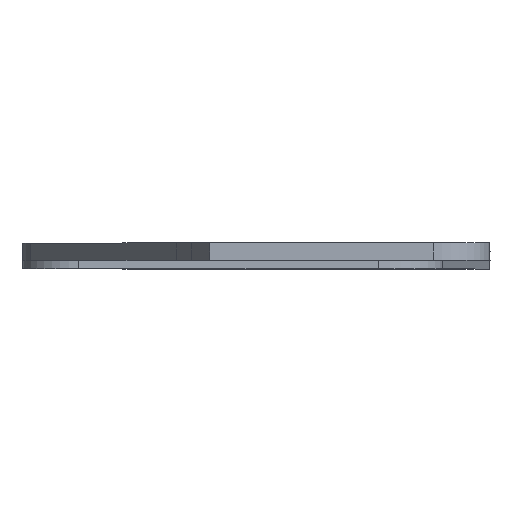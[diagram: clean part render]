
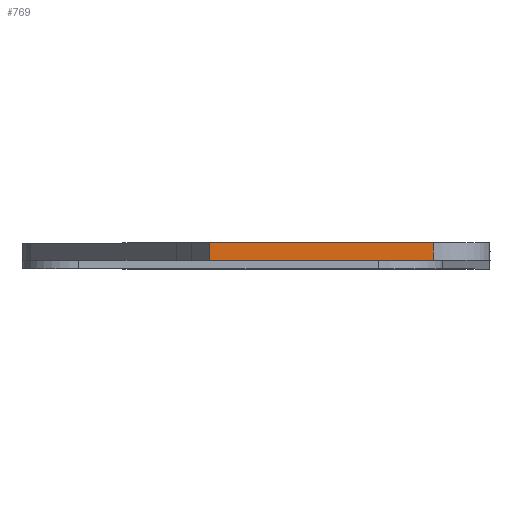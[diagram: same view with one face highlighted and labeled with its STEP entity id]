
A CAD part, top view. The second image highlights one B-rep face of the part: STEP entity #769.
In plain terms, the highlighted planar face has unit normal (0, 0, 1).
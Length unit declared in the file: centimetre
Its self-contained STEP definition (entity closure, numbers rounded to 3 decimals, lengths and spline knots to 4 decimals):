
#113=FACE_OUTER_BOUND('',#156,.T.);
#156=EDGE_LOOP('',(#554,#555,#556,#557));
#212=LINE('',#1157,#278);
#221=LINE('',#1194,#287);
#222=LINE('',#1197,#288);
#223=LINE('',#1198,#289);
#278=VECTOR('',#911,5.1208);
#287=VECTOR('',#944,0.4);
#288=VECTOR('',#947,5.1208);
#289=VECTOR('',#948,0.4);
#344=VERTEX_POINT('',#1153);
#346=VERTEX_POINT('',#1156);
#362=VERTEX_POINT('',#1192);
#363=VERTEX_POINT('',#1196);
#421=EDGE_CURVE('',#344,#346,#212,.T.);
#441=EDGE_CURVE('',#344,#362,#221,.T.);
#442=EDGE_CURVE('',#362,#363,#222,.T.);
#443=EDGE_CURVE('',#346,#363,#223,.T.);
#554=ORIENTED_EDGE('',*,*,#421,.F.);
#555=ORIENTED_EDGE('',*,*,#441,.T.);
#556=ORIENTED_EDGE('',*,*,#442,.T.);
#557=ORIENTED_EDGE('',*,*,#443,.F.);
#748=PLANE('',#825);
#769=ADVANCED_FACE('',(#113),#748,.T.);
#825=AXIS2_PLACEMENT_3D('',#1195,#945,#946);
#911=DIRECTION('',(-1.,0.,0.));
#944=DIRECTION('',(0.,1.,0.));
#945=DIRECTION('center_axis',(0.,0.,1.));
#946=DIRECTION('ref_axis',(-1.,0.,0.));
#947=DIRECTION('',(-1.,0.,0.));
#948=DIRECTION('',(0.,1.,0.));
#1153=CARTESIAN_POINT('',(60.0173,3.8,59.2));
#1156=CARTESIAN_POINT('',(54.8966,3.8,59.2));
#1157=CARTESIAN_POINT('',(60.0173,3.8,59.2));
#1192=CARTESIAN_POINT('',(60.0173,4.2,59.2));
#1194=CARTESIAN_POINT('',(60.0173,3.8,59.2));
#1195=CARTESIAN_POINT('Origin',(60.0173,3.8,59.2));
#1196=CARTESIAN_POINT('',(54.8966,4.2,59.2));
#1197=CARTESIAN_POINT('',(60.0173,4.2,59.2));
#1198=CARTESIAN_POINT('',(54.8966,3.8,59.2));
